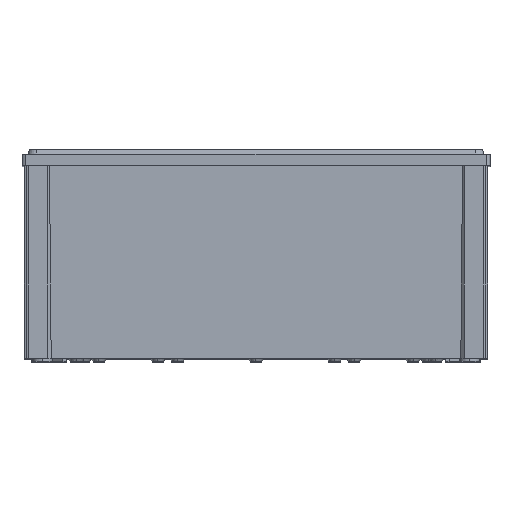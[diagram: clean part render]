
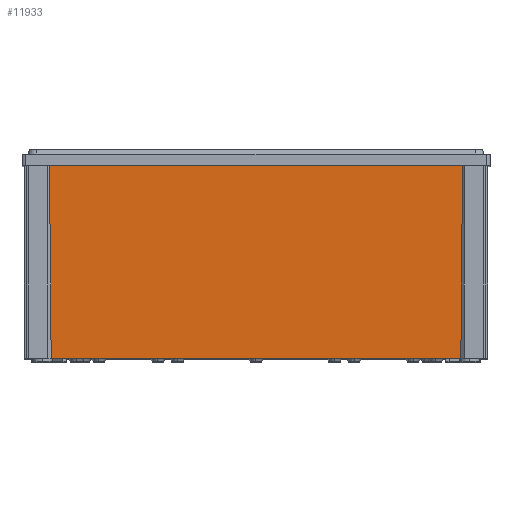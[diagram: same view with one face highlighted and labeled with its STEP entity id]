
A CAD part, top view. The second image highlights one B-rep face of the part: STEP entity #11933.
In plain terms, the highlighted planar face has unit normal (0, -0.009, 1).
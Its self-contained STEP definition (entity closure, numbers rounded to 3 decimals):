
#852 = EDGE_CURVE ( 'NONE', #28487, #15007, #25276, .T. ) ;
#1984 = ORIENTED_EDGE ( 'NONE', *, *, #852, .T. ) ;
#2917 = EDGE_LOOP ( 'NONE', ( #1984, #20734, #6739, #19826 ) ) ;
#4183 = LINE ( 'NONE', #28778, #23513 ) ;
#5391 = VERTEX_POINT ( 'NONE', #10590 ) ;
#5706 = LINE ( 'NONE', #32682, #16413 ) ;
#6739 = ORIENTED_EDGE ( 'NONE', *, *, #18867, .T. ) ;
#7578 = LINE ( 'NONE', #25925, #20219 ) ;
#8043 = EDGE_CURVE ( 'NONE', #15007, #5391, #4183, .T. ) ;
#10590 = CARTESIAN_POINT ( 'NONE',  ( 131.5, -7.2, 196.5 ) ) ;
#10825 = CARTESIAN_POINT ( 'NONE',  ( 141.5, -7.2, 196.5 ) ) ;
#11933 = ADVANCED_FACE ( 'NONE', ( #12940 ), #30648, .T. ) ;
#12940 = FACE_OUTER_BOUND ( 'NONE', #2917, .T. ) ;
#13793 = DIRECTION ( 'NONE',  ( 0.009, 1., 0.009 ) ) ;
#15007 = VERTEX_POINT ( 'NONE', #17251 ) ;
#16413 = VECTOR ( 'NONE', #22788, 1000. ) ;
#17018 = VERTEX_POINT ( 'NONE', #30587 ) ;
#17251 = CARTESIAN_POINT ( 'NONE',  ( 130.428, -130., 195.428 ) ) ;
#18867 = EDGE_CURVE ( 'NONE', #5391, #17018, #5706, .T. ) ;
#19826 = ORIENTED_EDGE ( 'NONE', *, *, #21702, .T. ) ;
#20219 = VECTOR ( 'NONE', #31176, 1000. ) ;
#20278 = CARTESIAN_POINT ( 'NONE',  ( 141.5, -130., 195.428 ) ) ;
#20734 = ORIENTED_EDGE ( 'NONE', *, *, #8043, .T. ) ;
#20767 = CARTESIAN_POINT ( 'NONE',  ( -130.428, -130., 195.428 ) ) ;
#21702 = EDGE_CURVE ( 'NONE', #17018, #28487, #7578, .T. ) ;
#22788 = DIRECTION ( 'NONE',  ( -1., 0., 0. ) ) ;
#23513 = VECTOR ( 'NONE', #13793, 1000. ) ;
#24495 = VECTOR ( 'NONE', #25643, 1000. ) ;
#25276 = LINE ( 'NONE', #20278, #24495 ) ;
#25643 = DIRECTION ( 'NONE',  ( 1., 0., 0. ) ) ;
#25835 = DIRECTION ( 'NONE',  ( 0., -0.009, 1. ) ) ;
#25925 = CARTESIAN_POINT ( 'NONE',  ( -130.427, -130.118, 195.427 ) ) ;
#28280 = AXIS2_PLACEMENT_3D ( 'NONE', #10825, #25835, #28513 ) ;
#28487 = VERTEX_POINT ( 'NONE', #20767 ) ;
#28513 = DIRECTION ( 'NONE',  ( 0., -1., -0.009 ) ) ;
#28778 = CARTESIAN_POINT ( 'NONE',  ( 130.427, -130.118, 195.427 ) ) ;
#30587 = CARTESIAN_POINT ( 'NONE',  ( -131.5, -7.2, 196.5 ) ) ;
#30648 = PLANE ( 'NONE',  #28280 ) ;
#31176 = DIRECTION ( 'NONE',  ( 0.009, -1., -0.009 ) ) ;
#32682 = CARTESIAN_POINT ( 'NONE',  ( 141.5, -7.2, 196.5 ) ) ;
